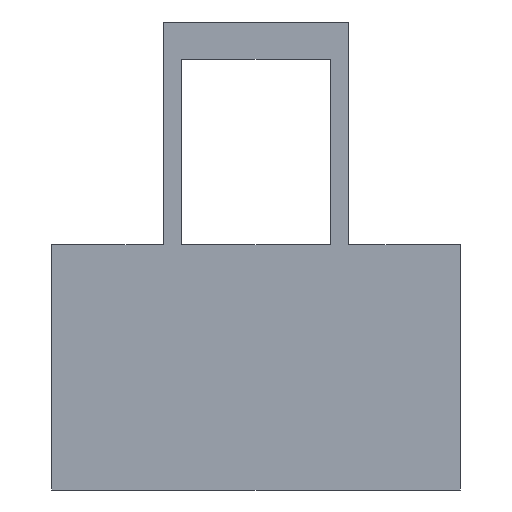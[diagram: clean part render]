
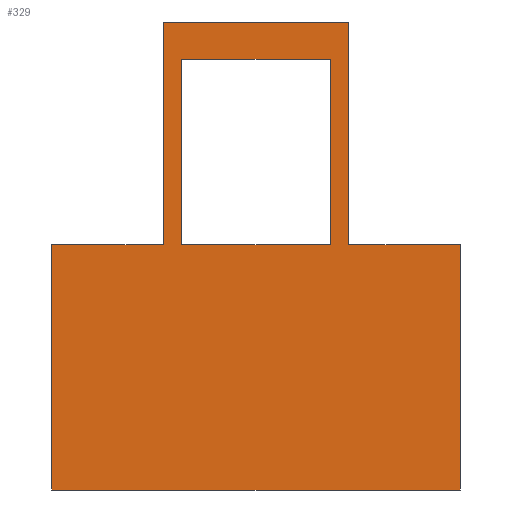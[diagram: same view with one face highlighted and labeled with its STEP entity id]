
A CAD part, front view. The second image highlights one B-rep face of the part: STEP entity #329.
In plain terms, the highlighted planar face has unit normal (0, -1, 0).
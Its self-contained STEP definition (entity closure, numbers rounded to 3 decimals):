
#1=CARTESIAN_POINT('POINT1',(6.985,0.,8.382));
#2=VERTEX_POINT('VERTEX1',#1);
#19=CARTESIAN_POINT('POINT4',(3.175,0.,8.382));
#20=VERTEX_POINT('VERTEX4',#19);
#27=CARTESIAN_POINT('POS4',(6.985,0.,8.382));
#28=DIRECTION('DIR4',(-1.,0.,0.));
#29=VECTOR('VEC4',#28,25.4);
#30=LINE('STRAIGHT4',#27,#29);
#31=EDGE_CURVE('EDGE4',#2,#20,#30,.T.);
#41=CARTESIAN_POINT('POINT5',(3.175,0.,16.002));
#42=VERTEX_POINT('VERTEX5',#41);
#43=CARTESIAN_POINT('POS6',(3.175,0.,16.002));
#44=DIRECTION('DIR7',(0.,0.,-1.));
#45=VECTOR('VEC5',#44,25.4);
#46=LINE('STRAIGHT5',#43,#45);
#47=EDGE_CURVE('EDGE5',#42,#20,#46,.T.);
#80=CARTESIAN_POINT('POINT8',(-3.175,0.,16.002));
#81=VERTEX_POINT('VERTEX8',#80);
#88=CARTESIAN_POINT('POS12',(-3.175,0.,16.002));
#89=DIRECTION('DIR14',(1.,0.,0.));
#90=VECTOR('VEC10',#89,25.4);
#91=LINE('STRAIGHT10',#88,#90);
#92=EDGE_CURVE('EDGE10',#81,#42,#91,.T.);
#111=CARTESIAN_POINT('POINT10',(-3.175,0.,8.382));
#112=VERTEX_POINT('VERTEX10',#111);
#119=CARTESIAN_POINT('POS16',(-3.175,0.,16.002));
#120=DIRECTION('DIR19',(0.,0.,-1.));
#121=VECTOR('VEC13',#120,25.4);
#122=LINE('STRAIGHT13',#119,#121);
#123=EDGE_CURVE('EDGE13',#81,#112,#122,.T.);
#136=CARTESIAN_POINT('POINT12',(2.54,0.,14.732));
#137=VERTEX_POINT('VERTEX12',#136);
#152=CARTESIAN_POINT('POINT14',(2.54,0.,8.382));
#153=VERTEX_POINT('VERTEX14',#152);
#160=CARTESIAN_POINT('POS21',(2.54,0.,14.732));
#161=DIRECTION('DIR25',(0.,0.,-1.));
#162=VECTOR('VEC17',#161,25.4);
#163=LINE('STRAIGHT17',#160,#162);
#164=EDGE_CURVE('EDGE17',#137,#153,#163,.T.);
#183=CARTESIAN_POINT('POINT16',(-2.54,0.,8.382));
#184=VERTEX_POINT('VERTEX16',#183);
#191=CARTESIAN_POINT('POS25',(2.54,0.,8.382));
#192=DIRECTION('DIR30',(-1.,0.,0.));
#193=VECTOR('VEC20',#192,25.4);
#194=LINE('STRAIGHT20',#191,#193);
#195=EDGE_CURVE('EDGE20',#153,#184,#194,.T.);
#214=CARTESIAN_POINT('POINT18',(-2.54,0.,14.732));
#215=VERTEX_POINT('VERTEX18',#214);
#222=CARTESIAN_POINT('POS29',(-2.54,0.,8.382));
#223=DIRECTION('DIR35',(0.,0.,1.));
#224=VECTOR('VEC23',#223,25.4);
#225=LINE('STRAIGHT23',#222,#224);
#226=EDGE_CURVE('EDGE23',#184,#215,#225,.T.);
#244=CARTESIAN_POINT('POS32',(-2.54,0.,14.732));
#245=DIRECTION('DIR39',(1.,0.,0.));
#246=VECTOR('VEC25',#245,25.4);
#247=LINE('STRAIGHT25',#244,#246);
#248=EDGE_CURVE('EDGE25',#215,#137,#247,.T.);
#267=CARTESIAN_POINT('POINT20',(-6.985,0.,8.382));
#268=VERTEX_POINT('VERTEX20',#267);
#275=CARTESIAN_POINT('POS36',(-6.985,0.,8.382));
#276=DIRECTION('DIR44',(1.,0.,0.));
#277=VECTOR('VEC28',#276,25.4);
#278=LINE('STRAIGHT28',#275,#277);
#279=EDGE_CURVE('EDGE28',#268,#112,#278,.T.);
#289=ORIENTED_EDGE('COEDGE37',*,*,#195,.T.);
#290=ORIENTED_EDGE('COEDGE38',*,*,#226,.T.);
#291=ORIENTED_EDGE('COEDGE39',*,*,#248,.T.);
#292=ORIENTED_EDGE('COEDGE40',*,*,#164,.T.);
#293=EDGE_LOOP('NONE',(#289,#290,#291,#292));
#294=FACE_BOUND('LOOP1',#293,.T.);
#295=ORIENTED_EDGE('COEDGE41',*,*,#47,.F.);
#296=ORIENTED_EDGE('COEDGE42',*,*,#92,.F.);
#297=ORIENTED_EDGE('COEDGE43',*,*,#123,.T.);
#298=ORIENTED_EDGE('COEDGE44',*,*,#279,.F.);
#299=CARTESIAN_POINT('POINT21',(-6.985,0.,0.));
#300=VERTEX_POINT('VERTEX21',#299);
#301=CARTESIAN_POINT('POS38',(-6.985,0.,0.));
#302=DIRECTION('DIR47',(0.,0.,1.));
#303=VECTOR('VEC29',#302,25.4);
#304=LINE('STRAIGHT29',#301,#303);
#305=EDGE_CURVE('EDGE29',#300,#268,#304,.T.);
#306=ORIENTED_EDGE('COEDGE45',*,*,#305,.F.);
#307=CARTESIAN_POINT('POINT22',(6.985,0.,0.));
#308=VERTEX_POINT('VERTEX22',#307);
#309=CARTESIAN_POINT('POS39',(-6.985,0.,0.));
#310=DIRECTION('DIR48',(1.,0.,0.));
#311=VECTOR('VEC30',#310,25.4);
#312=LINE('STRAIGHT30',#309,#311);
#313=EDGE_CURVE('EDGE30',#300,#308,#312,.T.);
#314=ORIENTED_EDGE('COEDGE46',*,*,#313,.T.);
#315=CARTESIAN_POINT('POS40',(6.985,0.,0.));
#316=DIRECTION('DIR49',(0.,0.,1.));
#317=VECTOR('VEC31',#316,25.4);
#318=LINE('STRAIGHT31',#315,#317);
#319=EDGE_CURVE('EDGE31',#308,#2,#318,.T.);
#320=ORIENTED_EDGE('COEDGE47',*,*,#319,.T.);
#321=ORIENTED_EDGE('COEDGE48',*,*,#31,.T.);
#322=EDGE_LOOP('NONE',(#295,#296,#297,#298,#306,#314,#320,#321));
#323=FACE_BOUND('LOOP1',#322,.T.);
#324=CARTESIAN_POINT('POS41',(-6.985,0.,0.));
#325=DIRECTION('DIR50',(0.,-1.,0.));
#326=DIRECTION('DIR51',(1.,0.,0.));
#327=AXIS2_PLACEMENT_3D('AXIS10',#324,#325,#326);
#328=PLANE('PLANE10',#327);
#329=ADVANCED_FACE('FACE10',(#294,#323),#328,.T.);
